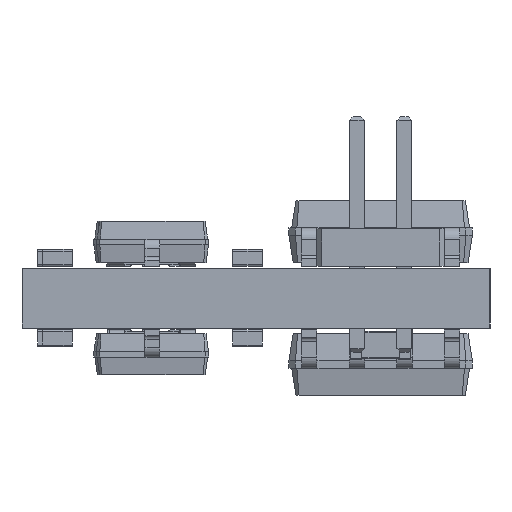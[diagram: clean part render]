
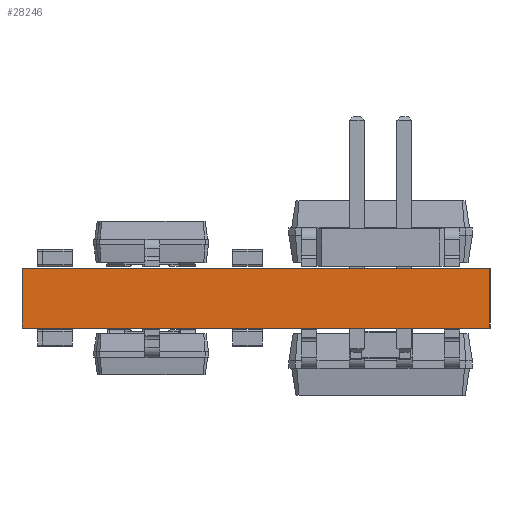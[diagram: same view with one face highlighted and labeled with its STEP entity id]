
A CAD part, left-side view. The second image highlights one B-rep face of the part: STEP entity #28246.
In plain terms, the highlighted planar face has unit normal (-1, 0, 0).
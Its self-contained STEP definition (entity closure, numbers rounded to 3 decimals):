
#28130 = EDGE_CURVE('',#28131,#28133,#28135,.T.);
#28131 = VERTEX_POINT('',#28132);
#28132 = CARTESIAN_POINT('',(-12.5,0.,0.));
#28133 = VERTEX_POINT('',#28134);
#28134 = CARTESIAN_POINT('',(-12.5,0.,1.6));
#28135 = SURFACE_CURVE('',#28136,(#28140,#28152),.PCURVE_S1.);
#28136 = LINE('',#28137,#28138);
#28137 = CARTESIAN_POINT('',(-12.5,0.,0.));
#28138 = VECTOR('',#28139,1.);
#28139 = DIRECTION('',(0.,0.,1.));
#28140 = PCURVE('',#28141,#28146);
#28141 = PLANE('',#28142);
#28142 = AXIS2_PLACEMENT_3D('',#28143,#28144,#28145);
#28143 = CARTESIAN_POINT('',(-12.5,0.,0.));
#28144 = DIRECTION('',(0.,1.,0.));
#28145 = DIRECTION('',(1.,0.,0.));
#28146 = DEFINITIONAL_REPRESENTATION('',(#28147),#28151);
#28147 = LINE('',#28148,#28149);
#28148 = CARTESIAN_POINT('',(0.,0.));
#28149 = VECTOR('',#28150,1.);
#28150 = DIRECTION('',(0.,-1.));
#28151 = ( GEOMETRIC_REPRESENTATION_CONTEXT(2) 
PARAMETRIC_REPRESENTATION_CONTEXT() REPRESENTATION_CONTEXT('2D SPACE',''
  ) );
#28152 = PCURVE('',#28153,#28158);
#28153 = PLANE('',#28154);
#28154 = AXIS2_PLACEMENT_3D('',#28155,#28156,#28157);
#28155 = CARTESIAN_POINT('',(-12.5,12.5,0.));
#28156 = DIRECTION('',(1.,0.,0.));
#28157 = DIRECTION('',(0.,-1.,0.));
#28158 = DEFINITIONAL_REPRESENTATION('',(#28159),#28163);
#28159 = LINE('',#28160,#28161);
#28160 = CARTESIAN_POINT('',(12.5,0.));
#28161 = VECTOR('',#28162,1.);
#28162 = DIRECTION('',(0.,-1.));
#28163 = ( GEOMETRIC_REPRESENTATION_CONTEXT(2) 
PARAMETRIC_REPRESENTATION_CONTEXT() REPRESENTATION_CONTEXT('2D SPACE',''
  ) );
#28181 = PLANE('',#28182);
#28182 = AXIS2_PLACEMENT_3D('',#28183,#28184,#28185);
#28183 = CARTESIAN_POINT('',(0.,6.25,1.6));
#28184 = DIRECTION('',(0.,0.,1.));
#28185 = DIRECTION('',(1.,0.,0.));
#28235 = PLANE('',#28236);
#28236 = AXIS2_PLACEMENT_3D('',#28237,#28238,#28239);
#28237 = CARTESIAN_POINT('',(0.,6.25,0.));
#28238 = DIRECTION('',(0.,0.,1.));
#28239 = DIRECTION('',(1.,0.,0.));
#28246 = ADVANCED_FACE('',(#28247),#28153,.F.);
#28247 = FACE_BOUND('',#28248,.F.);
#28248 = EDGE_LOOP('',(#28249,#28279,#28300,#28301));
#28249 = ORIENTED_EDGE('',*,*,#28250,.T.);
#28250 = EDGE_CURVE('',#28251,#28253,#28255,.T.);
#28251 = VERTEX_POINT('',#28252);
#28252 = CARTESIAN_POINT('',(-12.5,12.5,0.));
#28253 = VERTEX_POINT('',#28254);
#28254 = CARTESIAN_POINT('',(-12.5,12.5,1.6));
#28255 = SURFACE_CURVE('',#28256,(#28260,#28267),.PCURVE_S1.);
#28256 = LINE('',#28257,#28258);
#28257 = CARTESIAN_POINT('',(-12.5,12.5,0.));
#28258 = VECTOR('',#28259,1.);
#28259 = DIRECTION('',(0.,0.,1.));
#28260 = PCURVE('',#28153,#28261);
#28261 = DEFINITIONAL_REPRESENTATION('',(#28262),#28266);
#28262 = LINE('',#28263,#28264);
#28263 = CARTESIAN_POINT('',(0.,0.));
#28264 = VECTOR('',#28265,1.);
#28265 = DIRECTION('',(0.,-1.));
#28266 = ( GEOMETRIC_REPRESENTATION_CONTEXT(2) 
PARAMETRIC_REPRESENTATION_CONTEXT() REPRESENTATION_CONTEXT('2D SPACE',''
  ) );
#28267 = PCURVE('',#28268,#28273);
#28268 = PLANE('',#28269);
#28269 = AXIS2_PLACEMENT_3D('',#28270,#28271,#28272);
#28270 = CARTESIAN_POINT('',(12.5,12.5,0.));
#28271 = DIRECTION('',(0.,-1.,0.));
#28272 = DIRECTION('',(-1.,0.,0.));
#28273 = DEFINITIONAL_REPRESENTATION('',(#28274),#28278);
#28274 = LINE('',#28275,#28276);
#28275 = CARTESIAN_POINT('',(25.,0.));
#28276 = VECTOR('',#28277,1.);
#28277 = DIRECTION('',(0.,-1.));
#28278 = ( GEOMETRIC_REPRESENTATION_CONTEXT(2) 
PARAMETRIC_REPRESENTATION_CONTEXT() REPRESENTATION_CONTEXT('2D SPACE',''
  ) );
#28279 = ORIENTED_EDGE('',*,*,#28280,.T.);
#28280 = EDGE_CURVE('',#28253,#28133,#28281,.T.);
#28281 = SURFACE_CURVE('',#28282,(#28286,#28293),.PCURVE_S1.);
#28282 = LINE('',#28283,#28284);
#28283 = CARTESIAN_POINT('',(-12.5,12.5,1.6));
#28284 = VECTOR('',#28285,1.);
#28285 = DIRECTION('',(0.,-1.,0.));
#28286 = PCURVE('',#28153,#28287);
#28287 = DEFINITIONAL_REPRESENTATION('',(#28288),#28292);
#28288 = LINE('',#28289,#28290);
#28289 = CARTESIAN_POINT('',(0.,-1.6));
#28290 = VECTOR('',#28291,1.);
#28291 = DIRECTION('',(1.,0.));
#28292 = ( GEOMETRIC_REPRESENTATION_CONTEXT(2) 
PARAMETRIC_REPRESENTATION_CONTEXT() REPRESENTATION_CONTEXT('2D SPACE',''
  ) );
#28293 = PCURVE('',#28181,#28294);
#28294 = DEFINITIONAL_REPRESENTATION('',(#28295),#28299);
#28295 = LINE('',#28296,#28297);
#28296 = CARTESIAN_POINT('',(-12.5,6.25));
#28297 = VECTOR('',#28298,1.);
#28298 = DIRECTION('',(0.,-1.));
#28299 = ( GEOMETRIC_REPRESENTATION_CONTEXT(2) 
PARAMETRIC_REPRESENTATION_CONTEXT() REPRESENTATION_CONTEXT('2D SPACE',''
  ) );
#28300 = ORIENTED_EDGE('',*,*,#28130,.F.);
#28301 = ORIENTED_EDGE('',*,*,#28302,.F.);
#28302 = EDGE_CURVE('',#28251,#28131,#28303,.T.);
#28303 = SURFACE_CURVE('',#28304,(#28308,#28315),.PCURVE_S1.);
#28304 = LINE('',#28305,#28306);
#28305 = CARTESIAN_POINT('',(-12.5,12.5,0.));
#28306 = VECTOR('',#28307,1.);
#28307 = DIRECTION('',(0.,-1.,0.));
#28308 = PCURVE('',#28153,#28309);
#28309 = DEFINITIONAL_REPRESENTATION('',(#28310),#28314);
#28310 = LINE('',#28311,#28312);
#28311 = CARTESIAN_POINT('',(0.,0.));
#28312 = VECTOR('',#28313,1.);
#28313 = DIRECTION('',(1.,0.));
#28314 = ( GEOMETRIC_REPRESENTATION_CONTEXT(2) 
PARAMETRIC_REPRESENTATION_CONTEXT() REPRESENTATION_CONTEXT('2D SPACE',''
  ) );
#28315 = PCURVE('',#28235,#28316);
#28316 = DEFINITIONAL_REPRESENTATION('',(#28317),#28321);
#28317 = LINE('',#28318,#28319);
#28318 = CARTESIAN_POINT('',(-12.5,6.25));
#28319 = VECTOR('',#28320,1.);
#28320 = DIRECTION('',(0.,-1.));
#28321 = ( GEOMETRIC_REPRESENTATION_CONTEXT(2) 
PARAMETRIC_REPRESENTATION_CONTEXT() REPRESENTATION_CONTEXT('2D SPACE',''
  ) );
